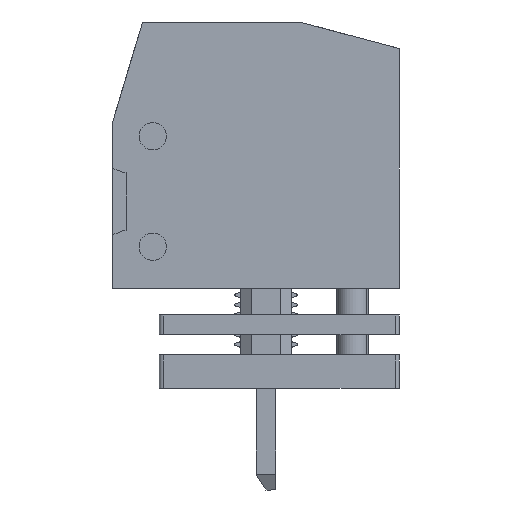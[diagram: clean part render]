
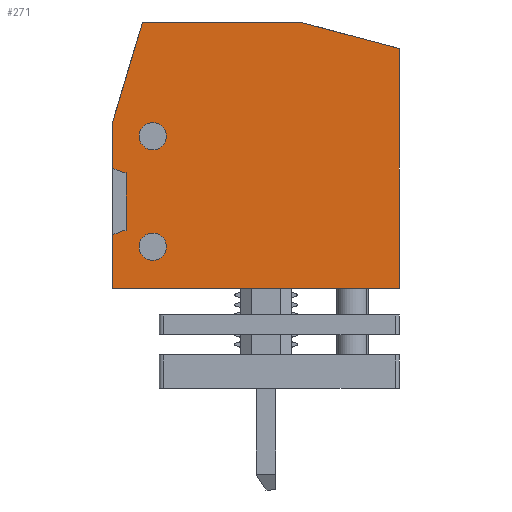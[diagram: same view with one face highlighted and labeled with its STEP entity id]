
A CAD part, left-side view. The second image highlights one B-rep face of the part: STEP entity #271.
In plain terms, the highlighted planar face has unit normal (-1, 0, 0).
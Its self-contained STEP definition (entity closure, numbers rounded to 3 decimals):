
#54=AXIS2_PLACEMENT_3D('Circle Axis2P3D',#52,#53,$) ;
#78=AXIS2_PLACEMENT_3D('Circle Axis2P3D',#76,#77,$) ;
#121=AXIS2_PLACEMENT_3D('Circle Axis2P3D',#119,#120,$) ;
#145=AXIS2_PLACEMENT_3D('Circle Axis2P3D',#143,#144,$) ;
#163=AXIS2_PLACEMENT_3D('Plane Axis2P3D',#160,#161,#162) ;
#49=CARTESIAN_POINT('Vertex',(2.,18.5,17.24)) ;
#52=CARTESIAN_POINT('Axis2P3D Location',(2.,18.5,18.265)) ;
#56=CARTESIAN_POINT('Vertex',(2.,18.5,19.29)) ;
#76=CARTESIAN_POINT('Axis2P3D Location',(2.,18.5,18.265)) ;
#116=CARTESIAN_POINT('Vertex',(2.,18.5,25.54)) ;
#119=CARTESIAN_POINT('Axis2P3D Location',(2.,18.5,26.565)) ;
#123=CARTESIAN_POINT('Vertex',(2.,18.5,27.59)) ;
#143=CARTESIAN_POINT('Axis2P3D Location',(2.,18.5,26.565)) ;
#160=CARTESIAN_POINT('Axis2P3D Location',(2.,0.,0.)) ;
#165=CARTESIAN_POINT('Line Origine',(2.,21.1,23.99)) ;
#169=CARTESIAN_POINT('Vertex',(2.,20.7,23.83)) ;
#171=CARTESIAN_POINT('Vertex',(2.,21.5,24.15)) ;
#174=CARTESIAN_POINT('Line Origine',(2.,20.6,23.83)) ;
#178=CARTESIAN_POINT('Vertex',(2.,20.5,23.83)) ;
#181=CARTESIAN_POINT('Line Origine',(2.,20.5,21.655)) ;
#185=CARTESIAN_POINT('Vertex',(2.,20.5,19.48)) ;
#188=CARTESIAN_POINT('Line Origine',(2.,20.6,19.48)) ;
#192=CARTESIAN_POINT('Vertex',(2.,20.7,19.48)) ;
#195=CARTESIAN_POINT('Line Origine',(2.,21.1,19.32)) ;
#199=CARTESIAN_POINT('Vertex',(2.,21.5,19.16)) ;
#202=CARTESIAN_POINT('Line Origine',(2.,21.5,17.15)) ;
#206=CARTESIAN_POINT('Vertex',(2.,21.5,15.14)) ;
#209=CARTESIAN_POINT('Line Origine',(2.,10.75,15.14)) ;
#213=CARTESIAN_POINT('Vertex',(2.,0.,15.14)) ;
#216=CARTESIAN_POINT('Line Origine',(2.,0.,24.14)) ;
#220=CARTESIAN_POINT('Vertex',(2.,0.,33.14)) ;
#223=CARTESIAN_POINT('Line Origine',(2.,3.73,34.14)) ;
#227=CARTESIAN_POINT('Vertex',(2.,7.46,35.14)) ;
#230=CARTESIAN_POINT('Line Origine',(2.,13.365,35.14)) ;
#234=CARTESIAN_POINT('Vertex',(2.,19.27,35.14)) ;
#237=CARTESIAN_POINT('Line Origine',(2.,20.385,31.41)) ;
#241=CARTESIAN_POINT('Vertex',(2.,21.5,27.68)) ;
#244=CARTESIAN_POINT('Line Origine',(2.,21.5,25.915)) ;
#53=DIRECTION('Axis2P3D Direction',(1.,0.,0.)) ;
#77=DIRECTION('Axis2P3D Direction',(1.,0.,0.)) ;
#120=DIRECTION('Axis2P3D Direction',(1.,0.,0.)) ;
#144=DIRECTION('Axis2P3D Direction',(1.,0.,0.)) ;
#161=DIRECTION('Axis2P3D Direction',(1.,-0.,0.)) ;
#162=DIRECTION('Axis2P3D XDirection',(0.,0.,-1.)) ;
#166=DIRECTION('Vector Direction',(0.,0.928,0.371)) ;
#175=DIRECTION('Vector Direction',(0.,1.,0.)) ;
#182=DIRECTION('Vector Direction',(0.,0.,1.)) ;
#189=DIRECTION('Vector Direction',(0.,-1.,0.)) ;
#196=DIRECTION('Vector Direction',(0.,-0.928,0.371)) ;
#203=DIRECTION('Vector Direction',(0.,0.,-1.)) ;
#210=DIRECTION('Vector Direction',(0.,-1.,0.)) ;
#217=DIRECTION('Vector Direction',(0.,0.,1.)) ;
#224=DIRECTION('Vector Direction',(0.,0.966,0.259)) ;
#231=DIRECTION('Vector Direction',(0.,1.,0.)) ;
#238=DIRECTION('Vector Direction',(0.,0.286,-0.958)) ;
#245=DIRECTION('Vector Direction',(0.,0.,-1.)) ;
#167=VECTOR('Line Direction',#166,1.) ;
#176=VECTOR('Line Direction',#175,1.) ;
#183=VECTOR('Line Direction',#182,1.) ;
#190=VECTOR('Line Direction',#189,1.) ;
#197=VECTOR('Line Direction',#196,1.) ;
#204=VECTOR('Line Direction',#203,1.) ;
#211=VECTOR('Line Direction',#210,1.) ;
#218=VECTOR('Line Direction',#217,1.) ;
#225=VECTOR('Line Direction',#224,1.) ;
#232=VECTOR('Line Direction',#231,1.) ;
#239=VECTOR('Line Direction',#238,1.) ;
#246=VECTOR('Line Direction',#245,1.) ;
#250=ORIENTED_EDGE('',*,*,#173,.F.) ;
#251=ORIENTED_EDGE('',*,*,#180,.F.) ;
#252=ORIENTED_EDGE('',*,*,#187,.F.) ;
#253=ORIENTED_EDGE('',*,*,#194,.F.) ;
#254=ORIENTED_EDGE('',*,*,#201,.F.) ;
#255=ORIENTED_EDGE('',*,*,#208,.F.) ;
#256=ORIENTED_EDGE('',*,*,#215,.F.) ;
#257=ORIENTED_EDGE('',*,*,#222,.F.) ;
#258=ORIENTED_EDGE('',*,*,#229,.F.) ;
#259=ORIENTED_EDGE('',*,*,#236,.F.) ;
#260=ORIENTED_EDGE('',*,*,#243,.F.) ;
#261=ORIENTED_EDGE('',*,*,#248,.F.) ;
#264=ORIENTED_EDGE('',*,*,#80,.T.) ;
#265=ORIENTED_EDGE('',*,*,#58,.T.) ;
#268=ORIENTED_EDGE('',*,*,#147,.T.) ;
#269=ORIENTED_EDGE('',*,*,#125,.T.) ;
#266=FACE_BOUND('',#263,.T.) ;
#270=FACE_BOUND('',#267,.T.) ;
#271=ADVANCED_FACE('GH-DE-SMSE WGK 4 VP GN_YE_NAUO1',(#262,#266,#270),#164,.F.) ;
#55=CIRCLE('generated circle',#54,1.025) ;
#79=CIRCLE('generated circle',#78,1.025) ;
#122=CIRCLE('generated circle',#121,1.025) ;
#146=CIRCLE('generated circle',#145,1.025) ;
#58=EDGE_CURVE('',#57,#50,#55,.T.) ;
#80=EDGE_CURVE('',#50,#57,#79,.T.) ;
#125=EDGE_CURVE('',#124,#117,#122,.T.) ;
#147=EDGE_CURVE('',#117,#124,#146,.T.) ;
#173=EDGE_CURVE('',#170,#172,#168,.T.) ;
#180=EDGE_CURVE('',#179,#170,#177,.T.) ;
#187=EDGE_CURVE('',#186,#179,#184,.T.) ;
#194=EDGE_CURVE('',#193,#186,#191,.T.) ;
#201=EDGE_CURVE('',#200,#193,#198,.T.) ;
#208=EDGE_CURVE('',#207,#200,#205,.F.) ;
#215=EDGE_CURVE('',#214,#207,#212,.F.) ;
#222=EDGE_CURVE('',#221,#214,#219,.F.) ;
#229=EDGE_CURVE('',#228,#221,#226,.F.) ;
#236=EDGE_CURVE('',#235,#228,#233,.F.) ;
#243=EDGE_CURVE('',#242,#235,#240,.F.) ;
#248=EDGE_CURVE('',#172,#242,#247,.F.) ;
#249=EDGE_LOOP('',(#250,#251,#252,#253,#254,#255,#256,#257,#258,#259,#260,#261)) ;
#263=EDGE_LOOP('',(#264,#265)) ;
#267=EDGE_LOOP('',(#268,#269)) ;
#262=FACE_OUTER_BOUND('',#249,.T.) ;
#168=LINE('Line',#165,#167) ;
#177=LINE('Line',#174,#176) ;
#184=LINE('Line',#181,#183) ;
#191=LINE('Line',#188,#190) ;
#198=LINE('Line',#195,#197) ;
#205=LINE('Line',#202,#204) ;
#212=LINE('Line',#209,#211) ;
#219=LINE('Line',#216,#218) ;
#226=LINE('Line',#223,#225) ;
#233=LINE('Line',#230,#232) ;
#240=LINE('Line',#237,#239) ;
#247=LINE('Line',#244,#246) ;
#164=PLANE('',#163) ;
#50=VERTEX_POINT('',#49) ;
#57=VERTEX_POINT('',#56) ;
#117=VERTEX_POINT('',#116) ;
#124=VERTEX_POINT('',#123) ;
#170=VERTEX_POINT('',#169) ;
#172=VERTEX_POINT('',#171) ;
#179=VERTEX_POINT('',#178) ;
#186=VERTEX_POINT('',#185) ;
#193=VERTEX_POINT('',#192) ;
#200=VERTEX_POINT('',#199) ;
#207=VERTEX_POINT('',#206) ;
#214=VERTEX_POINT('',#213) ;
#221=VERTEX_POINT('',#220) ;
#228=VERTEX_POINT('',#227) ;
#235=VERTEX_POINT('',#234) ;
#242=VERTEX_POINT('',#241) ;
